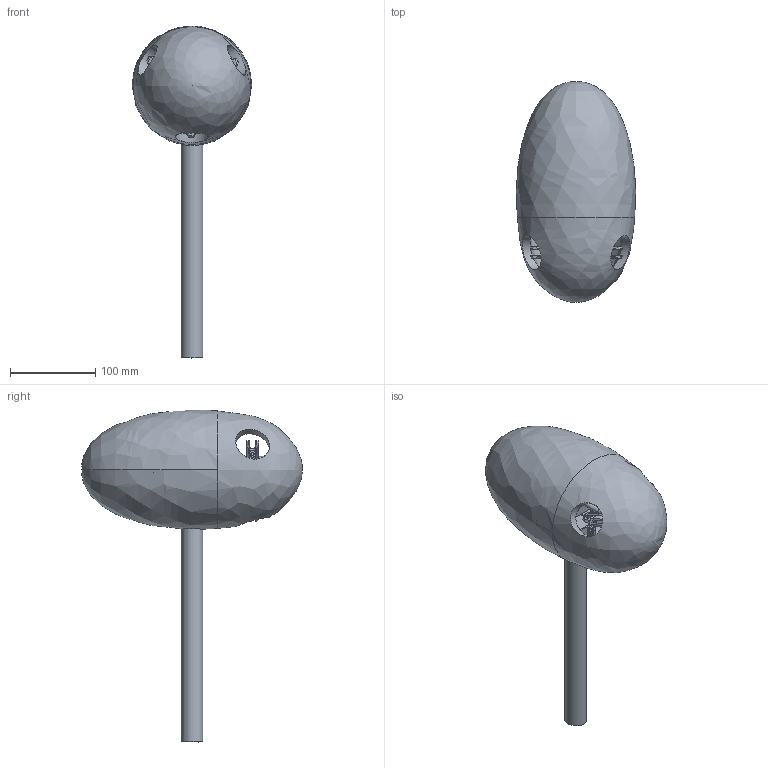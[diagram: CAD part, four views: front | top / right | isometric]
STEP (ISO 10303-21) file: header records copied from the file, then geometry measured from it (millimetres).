
FILE_DESCRIPTION(/* description */ (''),/* implementation_level */ '2;1');
FILE_NAME(/* name */ 'WKA.stp',/* time_stamp */ '2023-04-15T11:16:17+02:00',/* author */ ('tadeu'),/* organization */ (''),/* preprocessor_version */ 'ST-DEVELOPER v19.2',/* originating_system */ 'Autodesk Inventor 2023',/* authorisation */ '');
FILE_SCHEMA (('AUTOMOTIVE_DESIGN { 1 0 10303 214 3 1 1 }'));
Length unit declared in the file: millimetre
Products named in the file (13): WKA; WKA CAD; Rotrkopf; Welle; RotorKopf_Hub; RotorArm; Generator; Servo; Servo_1; Zahnrad Servo; Bracket vorne; Bracket hinten; Kappe
Assembly tree (16 placements, depth 3):
  WKA
    WKA CAD
    Rotrkopf
      Welle
      RotorKopf_Hub
      RotorArm  x3
      Generator
    Servo  x3
      Servo_1
      Zahnrad Servo
    Bracket vorne
    Bracket hinten
    Kappe
Bounding box: 140.75 x 260 x 390.51 mm (x, y, z)
Volume: 1042152.1 mm3; surface area: 318284 mm2
Topology: 19 solids, 19 shells, 922 faces, 2285 edges, 1504 vertices
Faces by surface type: plane 465, cylinder 272, bspline 159, cone 26
Full cylindrical faces by diameter (mm): 2 x5, 3 x9, 3.1 x64, 4 x34, 6 x9, 6.1 x3, 8 x4, 10 x4, 11 x3, 12 x3, 13 x9, 15 x1, 15.4 x2, 25.4 x1, 27 x2, 31 x1, 32 x1, 40 x3
Entity records: 18663 total; most frequent: CARTESIAN_POINT 5627, ORIENTED_EDGE 2552, DIRECTION 2522, EDGE_CURVE 1276, AXIS2_PLACEMENT_3D 945, VERTEX_POINT 850, EDGE_LOOP 722, LINE 632
